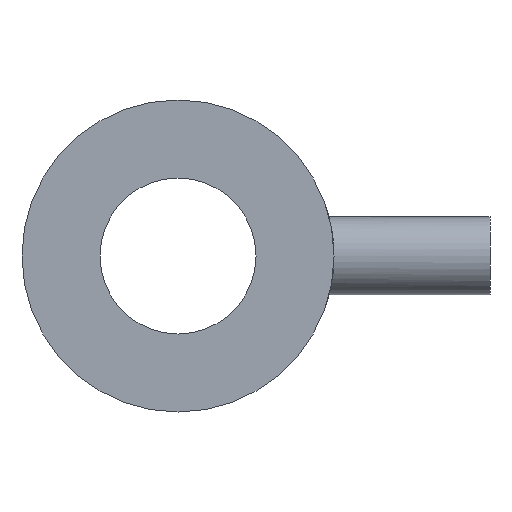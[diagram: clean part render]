
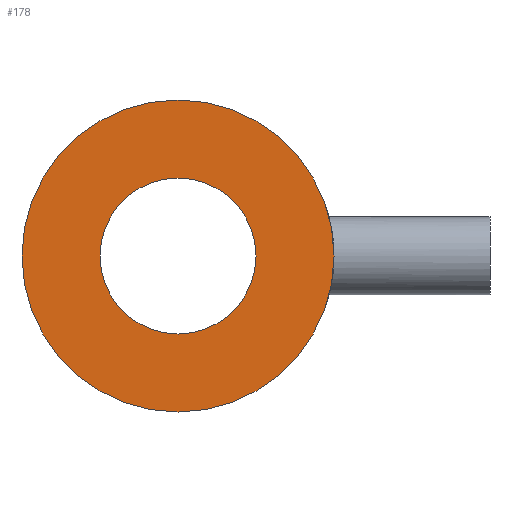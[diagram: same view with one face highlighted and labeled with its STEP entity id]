
A CAD part, front view. The second image highlights one B-rep face of the part: STEP entity #178.
In plain terms, the highlighted planar face has unit normal (0, -1, 0).
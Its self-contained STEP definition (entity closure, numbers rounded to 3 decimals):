
#8 = PLANE ( 'NONE',  #220 ) ;
#32 = CARTESIAN_POINT ( 'NONE',  ( 0., 0., 0. ) ) ;
#37 = CIRCLE ( 'NONE', #99, 50. ) ;
#41 = CIRCLE ( 'NONE', #254, 25. ) ;
#44 = EDGE_CURVE ( 'NONE', #207, #47, #137, .T. ) ;
#46 = FACE_BOUND ( 'NONE', #408, .T. ) ;
#47 = VERTEX_POINT ( 'NONE', #168 ) ;
#50 = DIRECTION ( 'NONE',  ( 0., 1., 0. ) ) ;
#55 = FACE_OUTER_BOUND ( 'NONE', #434, .T. ) ;
#58 = CARTESIAN_POINT ( 'NONE',  ( 0., 0., -25. ) ) ;
#59 = EDGE_CURVE ( 'NONE', #169, #442, #41, .T. ) ;
#61 = ORIENTED_EDGE ( 'NONE', *, *, #403, .F. ) ;
#67 = DIRECTION ( 'NONE',  ( 0., 1., 0. ) ) ;
#81 = ORIENTED_EDGE ( 'NONE', *, *, #425, .F. ) ;
#99 = AXIS2_PLACEMENT_3D ( 'NONE', #32, #145, #378 ) ;
#100 = CARTESIAN_POINT ( 'NONE',  ( 0., 0., 0. ) ) ;
#105 = DIRECTION ( 'NONE',  ( 1., 0., 0. ) ) ;
#125 = DIRECTION ( 'NONE',  ( 0., 0., 1. ) ) ;
#137 = CIRCLE ( 'NONE', #187, 50. ) ;
#145 = DIRECTION ( 'NONE',  ( 0., 1., 0. ) ) ;
#158 = AXIS2_PLACEMENT_3D ( 'NONE', #313, #450, #284 ) ;
#168 = CARTESIAN_POINT ( 'NONE',  ( 0., 0., -50. ) ) ;
#169 = VERTEX_POINT ( 'NONE', #267 ) ;
#176 = ORIENTED_EDGE ( 'NONE', *, *, #44, .F. ) ;
#178 = ADVANCED_FACE ( 'NONE', ( #46, #55 ), #8, .F. ) ;
#187 = AXIS2_PLACEMENT_3D ( 'NONE', #100, #310, #307 ) ;
#199 = CARTESIAN_POINT ( 'NONE',  ( 50., 0., 0. ) ) ;
#207 = VERTEX_POINT ( 'NONE', #199 ) ;
#208 = DIRECTION ( 'NONE',  ( 0., 1., 0. ) ) ;
#220 = AXIS2_PLACEMENT_3D ( 'NONE', #398, #50, #301 ) ;
#234 = CIRCLE ( 'NONE', #243, 50. ) ;
#243 = AXIS2_PLACEMENT_3D ( 'NONE', #412, #67, #105 ) ;
#254 = AXIS2_PLACEMENT_3D ( 'NONE', #438, #208, #125 ) ;
#267 = CARTESIAN_POINT ( 'NONE',  ( 0., 0., 25. ) ) ;
#276 = ORIENTED_EDGE ( 'NONE', *, *, #432, .T. ) ;
#284 = DIRECTION ( 'NONE',  ( 0., 0., 1. ) ) ;
#295 = VERTEX_POINT ( 'NONE', #386 ) ;
#298 = ORIENTED_EDGE ( 'NONE', *, *, #59, .T. ) ;
#301 = DIRECTION ( 'NONE',  ( 1., 0., 0. ) ) ;
#307 = DIRECTION ( 'NONE',  ( 1., 0., 0. ) ) ;
#310 = DIRECTION ( 'NONE',  ( 0., 1., 0. ) ) ;
#313 = CARTESIAN_POINT ( 'NONE',  ( 0., 0., 0. ) ) ;
#359 = CIRCLE ( 'NONE', #158, 25. ) ;
#378 = DIRECTION ( 'NONE',  ( 1., 0., 0. ) ) ;
#386 = CARTESIAN_POINT ( 'NONE',  ( 0., 0., 50. ) ) ;
#398 = CARTESIAN_POINT ( 'NONE',  ( 0., 0., 0. ) ) ;
#403 = EDGE_CURVE ( 'NONE', #295, #207, #234, .T. ) ;
#408 = EDGE_LOOP ( 'NONE', ( #276, #298 ) ) ;
#412 = CARTESIAN_POINT ( 'NONE',  ( 0., 0., 0. ) ) ;
#425 = EDGE_CURVE ( 'NONE', #47, #295, #37, .T. ) ;
#432 = EDGE_CURVE ( 'NONE', #442, #169, #359, .T. ) ;
#434 = EDGE_LOOP ( 'NONE', ( #176, #61, #81 ) ) ;
#438 = CARTESIAN_POINT ( 'NONE',  ( 0., 0., 0. ) ) ;
#442 = VERTEX_POINT ( 'NONE', #58 ) ;
#450 = DIRECTION ( 'NONE',  ( 0., 1., 0. ) ) ;
